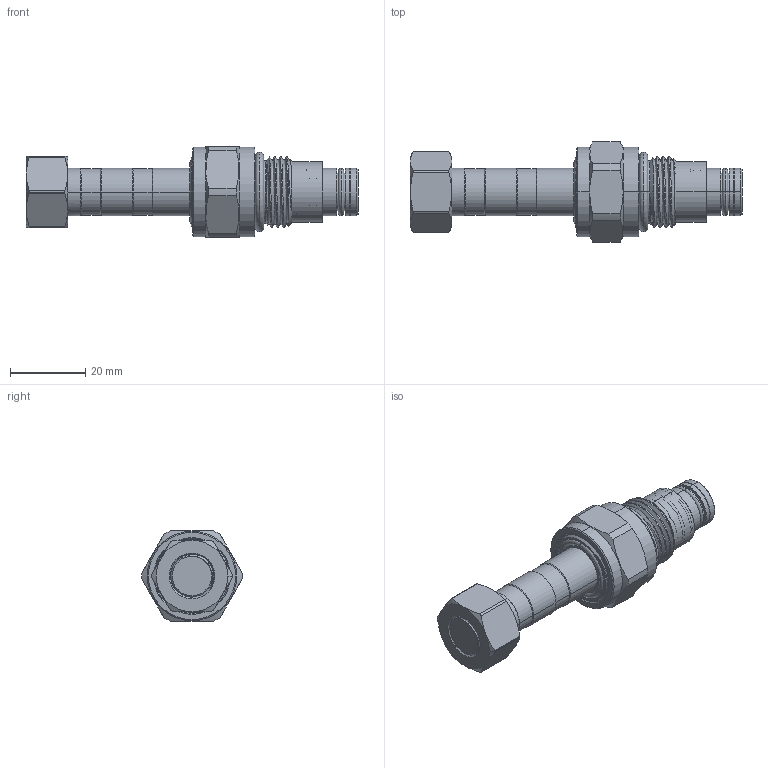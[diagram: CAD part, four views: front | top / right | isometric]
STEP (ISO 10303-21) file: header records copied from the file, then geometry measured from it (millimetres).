
FILE_DESCRIPTION (( 'STEP AP203' ), '1' );
FILE_NAME ('EP08W2A07N85-H.STEP', '2022-06-17T08:40:45', ( '' ), ( '' ), 'SwSTEP 2.0', 'SolidWorks 2018', '' );
FILE_SCHEMA (( 'CONFIG_CONTROL_DESIGN' ));
Length unit declared in the file: millimetre
Products named in the file (1): EP08W2A07N85-H
Bounding box: 88.4 x 26.66 x 24 mm (x, y, z)
Volume: 20471.2 mm3; surface area: 8404.7 mm2
Topology: 4 solids, 4 shells, 220 faces, 549 edges, 344 vertices
Faces by surface type: cylinder 87, cone 66, plane 44, torus 14, bspline 9
Entity records: 16402 total; most frequent: CARTESIAN_POINT 11322, ORIENTED_EDGE 1094, DIRECTION 996, EDGE_CURVE 547, AXIS2_PLACEMENT_3D 415, VERTEX_POINT 344, EDGE_LOOP 235, FACE_OUTER_BOUND 220
